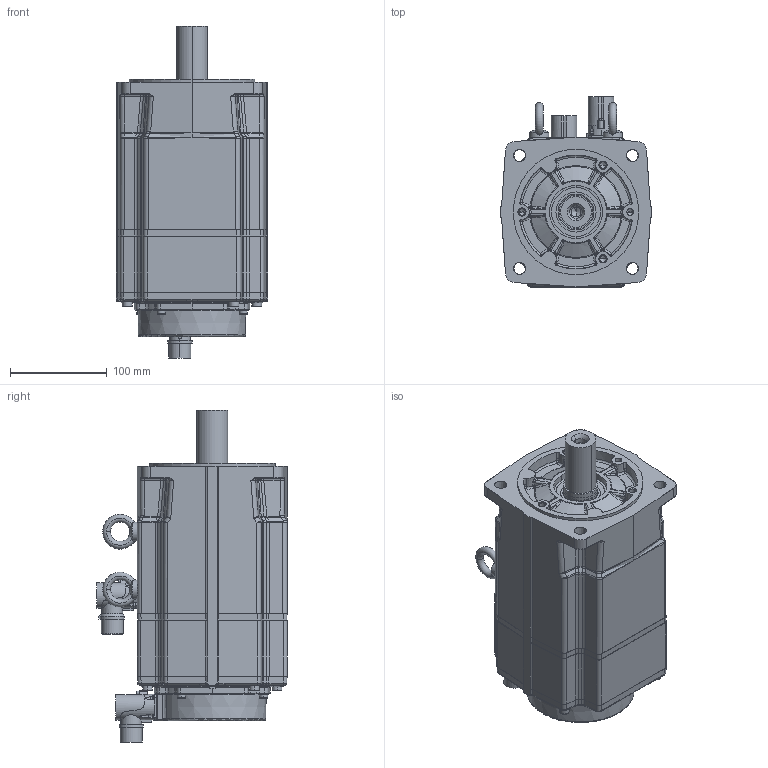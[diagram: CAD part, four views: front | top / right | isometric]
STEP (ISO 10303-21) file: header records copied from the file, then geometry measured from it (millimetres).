
FILE_DESCRIPTION((''),'2;1');
FILE_NAME('NX820EAR7300_SW0001','2004-06-24T',('pr1'),(''),'PRO/ENGINEER BY PARAMETRIC TECHNOLOGY CORPORATION, 2001500','PRO/ENGINEER BY PARAMETRIC TECHNOLOGY CORPORATION, 2001500','');
FILE_SCHEMA(('CONFIG_CONTROL_DESIGN'));
Products named in the file (1): NX820EAR7300_SW0001
Bounding box: 157 x 197 x 343.9 mm (x, y, z)
Volume: 5174341 mm3; surface area: 232417.2 mm2
Topology: 1 solids, 1 shells, 2500 faces, 6329 edges, 3893 vertices
Faces by surface type: plane 1098, cylinder 532, bspline 481, cone 233, torus 126, sphere 30
Entity records: 101171 total; most frequent: CARTESIAN_POINT 45031, ORIENTED_EDGE 12538, DIRECTION 10428, EDGE_CURVE 6269, VERTEX_POINT 3893, AXIS2_PLACEMENT_3D 3550, VECTOR 3328, LINE 3328
